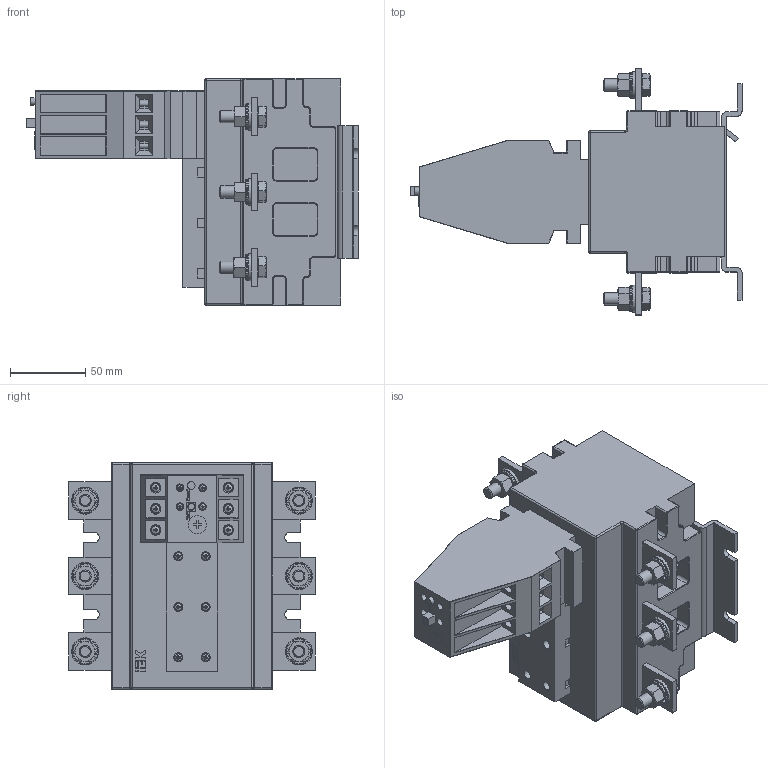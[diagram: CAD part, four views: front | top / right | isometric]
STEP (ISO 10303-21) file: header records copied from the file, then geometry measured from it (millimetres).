
FILE_DESCRIPTION (( 'STEP AP203' ), '1' );
FILE_NAME ('DRT60-0125-0200 Ðåëå ÐÒÈ-6376 ýëåêòðîòåïëîâîå 125-200À ÈÝÊ.STEP', '2017-12-25T12:01:00', ( '' ), ( '' ), 'SwSTEP 2.0', 'SolidWorks 2014', '' );
FILE_SCHEMA (( 'CONFIG_CONTROL_DESIGN' ));
Length unit declared in the file: millimetre
Products named in the file (1): DRT60-0125-0200 Ðåëå ÐÒÈ-6376 ýëåêòðîòåïëîâîå 125-200À ÈÝÊ
Bounding box: 220.1 x 163.2 x 150 mm (x, y, z)
Volume: 1636920.8 mm3; surface area: 154128.6 mm2
Topology: 1 solids, 5 shells, 1637 faces, 3951 edges, 2429 vertices
Faces by surface type: plane 908, cylinder 291, cone 237, bspline 201
Full cylindrical faces by diameter (mm): 1.5 x4, 3.5 x6, 4 x4, 4.238 x1, 4.919 x1, 5 x11, 5.6 x6, 6 x6, 7 x6, 8 x12, 9.3 x6, 12 x1, 13 x6, 18 x6
Entity records: 51964 total; most frequent: CARTESIAN_POINT 16391, ORIENTED_EDGE 7604, DIRECTION 6793, EDGE_CURVE 3802, AXIS2_PLACEMENT_3D 2441, VERTEX_POINT 2406, VECTOR 1911, LINE 1911
